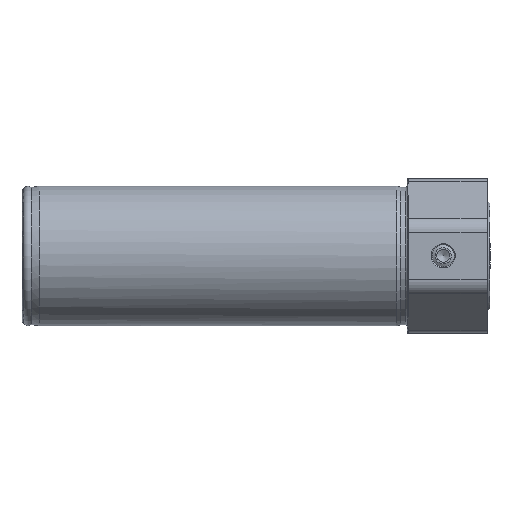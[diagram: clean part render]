
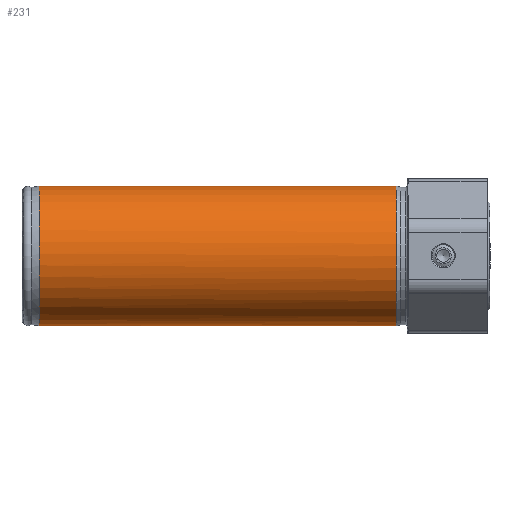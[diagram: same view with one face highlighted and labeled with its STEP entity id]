
A CAD part, top view. The second image highlights one B-rep face of the part: STEP entity #231.
In plain terms, the highlighted cylindrical face has radius 12.7 mm (diameter 25.4 mm), a full revolution.
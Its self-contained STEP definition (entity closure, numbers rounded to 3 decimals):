
#73=CARTESIAN_POINT('',(67.315,-3.408,-12.234));
#74=VERTEX_POINT('',#73);
#75=CARTESIAN_POINT('',(67.315,3.408,-12.234));
#76=VERTEX_POINT('',#75);
#77=CARTESIAN_POINT('',(55.081,0.0,0.0));
#78=DIRECTION('',(0.707,0.0,0.707));
#79=DIRECTION('',(-0.707,0.0,0.707));
#80=AXIS2_PLACEMENT_3D('',#77,#78,#79);
#81=ELLIPSE('',#80,17.961,12.7);
#82=EDGE_CURVE('',#74,#76,#81,.T.);
#100=CARTESIAN_POINT('',(3.089,-3.408,-12.234));
#101=VERTEX_POINT('',#100);
#123=CARTESIAN_POINT('',(3.089,3.408,-12.234));
#124=VERTEX_POINT('',#123);
#138=CARTESIAN_POINT('',(67.315,3.408,-12.234));
#139=DIRECTION('',(-1.0,0.0,0.0));
#140=VECTOR('',#139,64.226);
#141=LINE('',#138,#140);
#142=EDGE_CURVE('',#76,#124,#141,.T.);
#145=CARTESIAN_POINT('',(3.089,-3.408,-12.234));
#146=DIRECTION('',(1.0,0.0,0.0));
#147=VECTOR('',#146,64.226);
#148=LINE('',#145,#147);
#149=EDGE_CURVE('',#101,#74,#148,.T.);
#203=CARTESIAN_POINT('',(35.545,0.0,0.0));
#204=DIRECTION('',(1.0,0.0,0.0));
#205=DIRECTION('',(0.0,1.0,0.0));
#206=AXIS2_PLACEMENT_3D('',#203,#204,#205);
#207=CYLINDRICAL_SURFACE('',#206,12.7);
#208=ORIENTED_EDGE('',*,*,#149,.T.);
#209=ORIENTED_EDGE('',*,*,#82,.T.);
#210=ORIENTED_EDGE('',*,*,#142,.T.);
#211=CARTESIAN_POINT('',(3.089,0.0,0.0));
#212=DIRECTION('',(1.0,0.0,0.0));
#213=DIRECTION('',(0.0,1.0,0.0));
#214=AXIS2_PLACEMENT_3D('',#211,#212,#213);
#215=CIRCLE('',#214,12.7);
#216=EDGE_CURVE('',#124,#101,#215,.T.);
#217=ORIENTED_EDGE('',*,*,#216,.T.);
#218=EDGE_LOOP('',(#208,#209,#210,#217));
#219=FACE_OUTER_BOUND('',#218,.T.);
#220=CARTESIAN_POINT('',(68.,12.7,0.0));
#221=VERTEX_POINT('',#220);
#222=CARTESIAN_POINT('',(68.,0.0,0.0));
#223=DIRECTION('',(1.0,0.0,0.0));
#224=DIRECTION('',(0.0,1.0,0.0));
#225=AXIS2_PLACEMENT_3D('',#222,#223,#224);
#226=CIRCLE('',#225,12.7);
#227=EDGE_CURVE('',#221,#221,#226,.T.);
#228=ORIENTED_EDGE('',*,*,#227,.F.);
#229=EDGE_LOOP('',(#228));
#230=FACE_BOUND('',#229,.T.);
#231=ADVANCED_FACE('',(#219,#230),#207,.T.);
